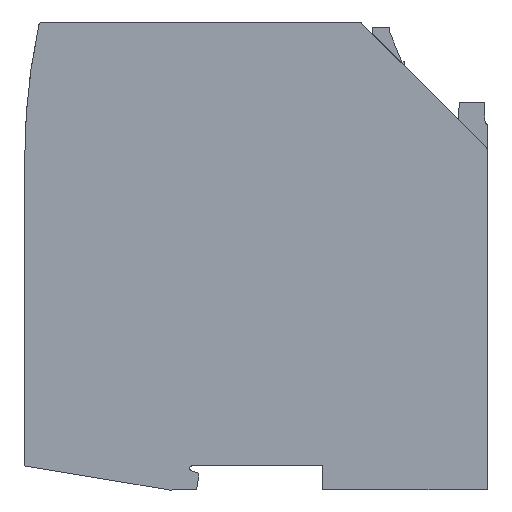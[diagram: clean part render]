
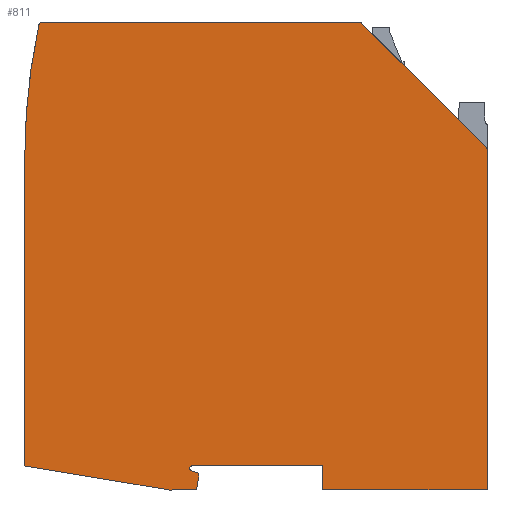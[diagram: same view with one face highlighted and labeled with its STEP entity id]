
A CAD part, left-side view. The second image highlights one B-rep face of the part: STEP entity #811.
In plain terms, the highlighted planar face has unit normal (-1, 0, 0).
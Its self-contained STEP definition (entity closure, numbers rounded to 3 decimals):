
#811=ADVANCED_FACE('NONE',(#2316),#2317,.F.);
#2316=FACE_OUTER_BOUND('',#4548,.T.);
#2317=PLANE('',#4549);
#4548=EDGE_LOOP('',(#12855,#12856,#12857,#12858,#12859,#12860,#12861,#12862,#12863,#12864,#12865,#12866,#12867,#12868,#12869,#12870,#12871,#12872));
#4549=AXIS2_PLACEMENT_3D('',#12873,#12874,#12875);
#12855=ORIENTED_EDGE('',*,*,#18812,.F.);
#12856=ORIENTED_EDGE('',*,*,#18816,.F.);
#12857=ORIENTED_EDGE('',*,*,#18820,.F.);
#12858=ORIENTED_EDGE('',*,*,#18824,.F.);
#12859=ORIENTED_EDGE('',*,*,#18827,.F.);
#12860=ORIENTED_EDGE('',*,*,#18395,.F.);
#12861=ORIENTED_EDGE('',*,*,#18831,.F.);
#12862=ORIENTED_EDGE('',*,*,#18835,.F.);
#12863=ORIENTED_EDGE('',*,*,#18839,.F.);
#12864=ORIENTED_EDGE('',*,*,#18842,.F.);
#12865=ORIENTED_EDGE('',*,*,#18684,.F.);
#12866=ORIENTED_EDGE('',*,*,#18845,.F.);
#12867=ORIENTED_EDGE('',*,*,#18721,.F.);
#12868=ORIENTED_EDGE('',*,*,#18848,.F.);
#12869=ORIENTED_EDGE('',*,*,#18461,.F.);
#12870=ORIENTED_EDGE('',*,*,#18781,.F.);
#12871=ORIENTED_EDGE('',*,*,#18778,.F.);
#12872=ORIENTED_EDGE('',*,*,#18808,.F.);
#12873=CARTESIAN_POINT('',(0.0,-43.,90.058));
#12874=DIRECTION('',(1.0,0.0,0.0));
#12875=DIRECTION('',(0.0,1.0,0.0));
#18395=EDGE_CURVE('NONE',#21064,#21067,#21068,.T.);
#18461=EDGE_CURVE('NONE',#21186,#21188,#21189,.T.);
#18684=EDGE_CURVE('NONE',#21629,#21631,#21632,.T.);
#18721=EDGE_CURVE('NONE',#21702,#21704,#21705,.T.);
#18778=EDGE_CURVE('NONE',#21800,#21771,#21802,.T.);
#18781=EDGE_CURVE('NONE',#21771,#21186,#21805,.T.);
#18808=EDGE_CURVE('NONE',#21848,#21800,#21850,.T.);
#18812=EDGE_CURVE('NONE',#21854,#21848,#21856,.T.);
#18816=EDGE_CURVE('NONE',#21860,#21854,#21862,.T.);
#18820=EDGE_CURVE('NONE',#21866,#21860,#21868,.T.);
#18824=EDGE_CURVE('NONE',#21872,#21866,#21874,.T.);
#18827=EDGE_CURVE('NONE',#21067,#21872,#21877,.T.);
#18831=EDGE_CURVE('NONE',#21881,#21064,#21883,.T.);
#18835=EDGE_CURVE('NONE',#21887,#21881,#21889,.T.);
#18839=EDGE_CURVE('NONE',#21893,#21887,#21895,.T.);
#18842=EDGE_CURVE('NONE',#21631,#21893,#21898,.T.);
#18845=EDGE_CURVE('NONE',#21704,#21629,#21901,.T.);
#18848=EDGE_CURVE('NONE',#21188,#21702,#21904,.T.);
#21064=VERTEX_POINT('',#25040);
#21067=VERTEX_POINT('NONE',#25044);
#21068=CIRCLE('',#25045,0.656);
#21186=VERTEX_POINT('NONE',#25233);
#21188=VERTEX_POINT('NONE',#25236);
#21189=LINE('',#25237,#25238);
#21629=VERTEX_POINT('NONE',#27002);
#21631=VERTEX_POINT('NONE',#27005);
#21632=LINE('',#27006,#27007);
#21702=VERTEX_POINT('NONE',#27111);
#21704=VERTEX_POINT('NONE',#27114);
#21705=LINE('',#27115,#27116);
#21771=VERTEX_POINT('NONE',#27203);
#21800=VERTEX_POINT('NONE',#27239);
#21802=CIRCLE('',#27242,168.0);
#21805=CIRCLE('',#27245,0.94);
#21848=VERTEX_POINT('NONE',#27309);
#21850=LINE('',#27312,#27313);
#21854=VERTEX_POINT('NONE',#27318);
#21856=LINE('',#27321,#27322);
#21860=VERTEX_POINT('NONE',#27327);
#21862=LINE('',#27330,#27331);
#21866=VERTEX_POINT('NONE',#27336);
#21868=LINE('',#27339,#27340);
#21872=VERTEX_POINT('NONE',#27345);
#21874=LINE('',#27348,#27349);
#21877=LINE('',#27353,#27354);
#21881=VERTEX_POINT('NONE',#27358);
#21883=CIRCLE('',#27361,0.656);
#21887=VERTEX_POINT('NONE',#27366);
#21889=LINE('',#27369,#27370);
#21893=VERTEX_POINT('NONE',#27375);
#21895=LINE('',#27378,#27379);
#21898=LINE('',#27383,#27384);
#21901=CIRCLE('',#27387,0.94);
#21904=CIRCLE('',#27390,0.94);
#25040=CARTESIAN_POINT('',(0.0,80.432,5.844));
#25044=CARTESIAN_POINT('',(0.0,80.,5.228));
#25045=AXIS2_PLACEMENT_3D('',#35732,#35733,#35734);
#25233=CARTESIAN_POINT('',(0.0,120.244,126.5));
#25236=CARTESIAN_POINT('',(0.0,34.539,126.5));
#25237=CARTESIAN_POINT('',(0.0,120.244,126.5));
#25238=VECTOR('',#35825,1000.0);
#27002=CARTESIAN_POINT('',(0.0,0.,91.961));
#27005=CARTESIAN_POINT('',(0.0,0.,0.));
#27006=CARTESIAN_POINT('',(0.0,0.,0.));
#27007=VECTOR('',#35958,1000.0);
#27111=CARTESIAN_POINT('',(0.0,33.875,126.225));
#27114=CARTESIAN_POINT('',(0.0,0.275,92.625));
#27115=CARTESIAN_POINT('',(0.0,0.275,92.625));
#27116=VECTOR('',#35994,1000.0);
#27203=CARTESIAN_POINT('',(0.0,121.163,125.76));
#27239=CARTESIAN_POINT('',(0.0,125.,90.058));
#27242=AXIS2_PLACEMENT_3D('',#36081,#36082,#36083);
#27245=AXIS2_PLACEMENT_3D('',#36087,#36088,#36089);
#27309=CARTESIAN_POINT('',(0.0,125.,6.5));
#27312=CARTESIAN_POINT('',(0.0,125.,6.5));
#27313=VECTOR('',#36118,1000.0);
#27318=CARTESIAN_POINT('',(0.0,86.,0.));
#27321=CARTESIAN_POINT('',(0.0,86.,0.));
#27322=VECTOR('',#36121,1000.0);
#27327=CARTESIAN_POINT('',(0.0,78.583,0.));
#27330=CARTESIAN_POINT('',(0.0,86.,0.));
#27331=VECTOR('',#36124,1000.0);
#27336=CARTESIAN_POINT('',(0.0,78.,3.5));
#27339=CARTESIAN_POINT('',(0.0,78.583,0.));
#27340=VECTOR('',#36127,1000.0);
#27345=CARTESIAN_POINT('',(0.0,78.,4.5));
#27348=CARTESIAN_POINT('',(0.0,78.,3.5));
#27349=VECTOR('',#36130,1000.0);
#27353=CARTESIAN_POINT('',(0.0,78.,4.5));
#27354=VECTOR('',#36132,1000.0);
#27358=CARTESIAN_POINT('',(0.0,79.776,6.5));
#27361=AXIS2_PLACEMENT_3D('',#36137,#36138,#36139);
#27366=CARTESIAN_POINT('',(0.0,44.5,6.5));
#27369=CARTESIAN_POINT('',(0.0,79.776,6.5));
#27370=VECTOR('',#36142,1000.0);
#27375=CARTESIAN_POINT('',(0.0,44.5,0.));
#27378=CARTESIAN_POINT('',(0.0,44.5,6.5));
#27379=VECTOR('',#36145,1000.0);
#27383=CARTESIAN_POINT('',(0.0,44.5,0.));
#27384=VECTOR('',#36147,1000.0);
#27387=AXIS2_PLACEMENT_3D('',#36151,#36152,#36153);
#27390=AXIS2_PLACEMENT_3D('',#36157,#36158,#36159);
#35732=CARTESIAN_POINT('',(0.0,79.776,5.844));
#35733=DIRECTION('',(-1.0,0.0,0.0));
#35734=DIRECTION('',(0.0,-1.0,0.0));
#35825=DIRECTION('',(0.0,-1.0,0.));
#35958=DIRECTION('',(0.0,0.,-1.0));
#35994=DIRECTION('',(0.0,-0.707,-0.707));
#36081=CARTESIAN_POINT('',(0.0,-43.,90.058));
#36082=DIRECTION('',(1.0,0.0,0.0));
#36083=DIRECTION('',(0.0,-1.0,0.));
#36087=CARTESIAN_POINT('',(0.0,120.244,125.56));
#36088=DIRECTION('',(1.0,0.0,0.0));
#36089=DIRECTION('',(0.0,-1.0,0.0));
#36118=DIRECTION('',(0.0,0.,1.0));
#36121=DIRECTION('',(0.0,0.986,0.164));
#36124=DIRECTION('',(0.0,1.0,0.));
#36127=DIRECTION('',(0.0,0.164,-0.986));
#36130=DIRECTION('',(0.0,0.,-1.0));
#36132=DIRECTION('',(0.0,-0.94,-0.342));
#36137=CARTESIAN_POINT('',(0.0,79.776,5.844));
#36138=DIRECTION('',(-1.0,0.0,0.0));
#36139=DIRECTION('',(0.0,-1.0,0.0));
#36142=DIRECTION('',(0.0,1.0,0.));
#36145=DIRECTION('',(0.0,0.,1.0));
#36147=DIRECTION('',(0.0,1.0,0.));
#36151=CARTESIAN_POINT('',(0.0,0.94,91.961));
#36152=DIRECTION('',(1.0,0.0,0.0));
#36153=DIRECTION('',(0.0,-1.0,0.0));
#36157=CARTESIAN_POINT('',(0.0,34.539,125.56));
#36158=DIRECTION('',(1.0,0.0,0.0));
#36159=DIRECTION('',(0.0,-1.0,0.0));
